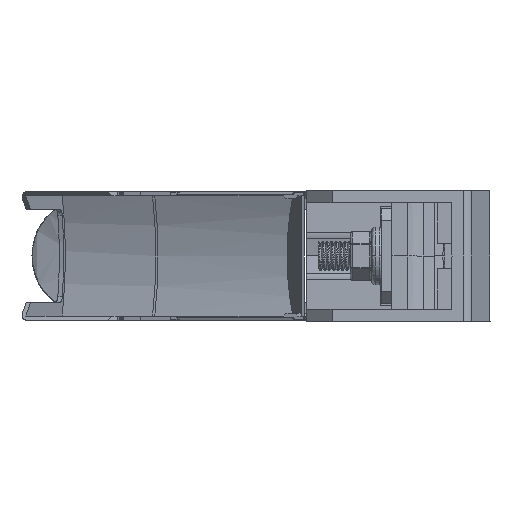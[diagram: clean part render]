
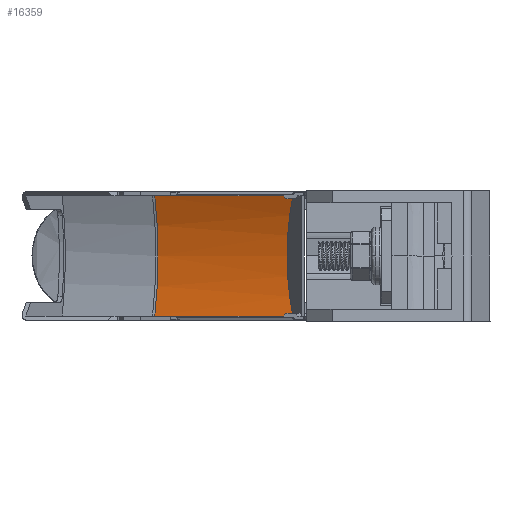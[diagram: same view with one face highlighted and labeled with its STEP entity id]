
A CAD part, left-side view. The second image highlights one B-rep face of the part: STEP entity #16359.
In plain terms, the highlighted cylindrical face has radius 82.135 mm (diameter 164.269 mm), a partial arc.
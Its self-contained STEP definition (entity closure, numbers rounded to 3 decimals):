
#3496 = AXIS2_PLACEMENT_3D ( 'NONE', #7130, #7118, #7108 ) ;
#7062 = FACE_OUTER_BOUND ( 'NONE', #20168, .T. ) ;
#7102 = CYLINDRICAL_SURFACE ( 'NONE', #3496, 82.135 ) ;
#7108 = DIRECTION ( 'NONE',  ( -0.94, 0.342, 0. ) ) ;
#7118 = DIRECTION ( 'NONE',  ( 0.342, 0.94, 0. ) ) ;
#7130 = CARTESIAN_POINT ( 'NONE',  ( 353.755, -224.958, 4. ) ) ;
#8506 = EDGE_CURVE ( 'NONE', #20710, #20595, #30987, .T. ) ;
#8579 = EDGE_CURVE ( 'NONE', #20612, #20710, #22874, .T. ) ;
#8587 = EDGE_CURVE ( 'NONE', #20612, #20705, #31667, .T. ) ;
#8625 = EDGE_CURVE ( 'NONE', #20595, #20705, #15244, .T. ) ;
#15244 = B_SPLINE_CURVE_WITH_KNOTS ( 'NONE', 3,
 ( #31972, #31959, #31924, #31951, #31938, #31932, #31963, #31970, #31940, #31925, #31917, #31929, #31946, #31966, #31934, #31965, #31926, #31955, #31964, #31947, #31941, #31931 ),
 .UNSPECIFIED., .F., .F.,
 ( 4, 1, 1, 1, 1, 2, 2, 2, 1, 1, 1, 1, 2, 2, 4 ),
 ( 0., 0.125, 0.187, 0.219, 0.234, 0.242, 0.25, 0.5, 0.625, 0.688, 0.719, 0.734, 0.742, 0.75, 1. ),
 .UNSPECIFIED. ) ;
#16359 = ADVANCED_FACE ( 'NONE', ( #7062 ), #7102, .F. ) ;
#20168 = EDGE_LOOP ( 'NONE', ( #33153, #33120, #33089, #33138 ) ) ;
#20595 = VERTEX_POINT ( 'NONE', #29563 ) ;
#20612 = VERTEX_POINT ( 'NONE', #29575 ) ;
#20705 = VERTEX_POINT ( 'NONE', #29628 ) ;
#20710 = VERTEX_POINT ( 'NONE', #29641 ) ;
#22680 = VECTOR ( 'NONE', #31054, 1000. ) ;
#22811 = VECTOR ( 'NONE', #31670, 1000. ) ;
#22874 = CIRCLE ( 'NONE', #22884, 82.135 ) ;
#22884 = AXIS2_PLACEMENT_3D ( 'NONE', #31610, #31592, #31620 ) ;
#29563 = CARTESIAN_POINT ( 'NONE',  ( 449.435, -190.549, 29.3 ) ) ;
#29575 = CARTESIAN_POINT ( 'NONE',  ( 470.589, -132.429, -21.3 ) ) ;
#29628 = CARTESIAN_POINT ( 'NONE',  ( 449.435, -190.549, -21.3 ) ) ;
#29641 = CARTESIAN_POINT ( 'NONE',  ( 470.589, -132.429, 29.3 ) ) ;
#30975 = CARTESIAN_POINT ( 'NONE',  ( 427.184, -251.683, 29.3 ) ) ;
#30987 = LINE ( 'NONE', #30975, #22680 ) ;
#31054 = DIRECTION ( 'NONE',  ( -0.342, -0.94, 0. ) ) ;
#31592 = DIRECTION ( 'NONE',  ( -0.342, -0.94, 0. ) ) ;
#31610 = CARTESIAN_POINT ( 'NONE',  ( 397.16, -105.703, 4. ) ) ;
#31620 = DIRECTION ( 'NONE',  ( -0.94, 0.342, 0. ) ) ;
#31667 = LINE ( 'NONE', #31669, #22811 ) ;
#31669 = CARTESIAN_POINT ( 'NONE',  ( 470.589, -132.429, -21.3 ) ) ;
#31670 = DIRECTION ( 'NONE',  ( -0.342, -0.94, 0. ) ) ;
#31917 = CARTESIAN_POINT ( 'NONE',  ( 454.554, -188.162, 8.321 ) ) ;
#31924 = CARTESIAN_POINT ( 'NONE',  ( 451.387, -189.639, 24.195 ) ) ;
#31925 = CARTESIAN_POINT ( 'NONE',  ( 454.119, -188.364, 12.617 ) ) ;
#31926 = CARTESIAN_POINT ( 'NONE',  ( 453.357, -188.72, -8.351 ) ) ;
#31929 = CARTESIAN_POINT ( 'NONE',  ( 454.554, -188.162, 1.839 ) ) ;
#31931 = CARTESIAN_POINT ( 'NONE',  ( 449.435, -190.549, -21.3 ) ) ;
#31932 = CARTESIAN_POINT ( 'NONE',  ( 453.057, -188.86, 17.806 ) ) ;
#31934 = CARTESIAN_POINT ( 'NONE',  ( 453.607, -188.603, -7.016 ) ) ;
#31938 = CARTESIAN_POINT ( 'NONE',  ( 452.852, -188.955, 18.725 ) ) ;
#31940 = CARTESIAN_POINT ( 'NONE',  ( 453.223, -188.782, 17.018 ) ) ;
#31941 = CARTESIAN_POINT ( 'NONE',  ( 451.12, -189.763, -17.238 ) ) ;
#31946 = CARTESIAN_POINT ( 'NONE',  ( 454.391, -188.238, -1.392 ) ) ;
#31947 = CARTESIAN_POINT ( 'NONE',  ( 452.392, -189.17, -13.1 ) ) ;
#31951 = CARTESIAN_POINT ( 'NONE',  ( 452.409, -189.162, 20.557 ) ) ;
#31955 = CARTESIAN_POINT ( 'NONE',  ( 453.304, -188.744, -8.618 ) ) ;
#31959 = CARTESIAN_POINT ( 'NONE',  ( 450.278, -190.156, 27.269 ) ) ;
#31963 = CARTESIAN_POINT ( 'NONE',  ( 453.141, -188.82, 17.412 ) ) ;
#31964 = CARTESIAN_POINT ( 'NONE',  ( 453.277, -188.757, -8.753 ) ) ;
#31965 = CARTESIAN_POINT ( 'NONE',  ( 453.435, -188.684, -7.951 ) ) ;
#31966 = CARTESIAN_POINT ( 'NONE',  ( 453.916, -188.459, -5.144 ) ) ;
#31970 = CARTESIAN_POINT ( 'NONE',  ( 453.196, -188.795, 17.148 ) ) ;
#31972 = CARTESIAN_POINT ( 'NONE',  ( 449.435, -190.549, 29.3 ) ) ;
#33089 = ORIENTED_EDGE ( 'NONE', *, *, #8506, .F. ) ;
#33120 = ORIENTED_EDGE ( 'NONE', *, *, #8625, .F. ) ;
#33138 = ORIENTED_EDGE ( 'NONE', *, *, #8579, .F. ) ;
#33153 = ORIENTED_EDGE ( 'NONE', *, *, #8587, .T. ) ;
